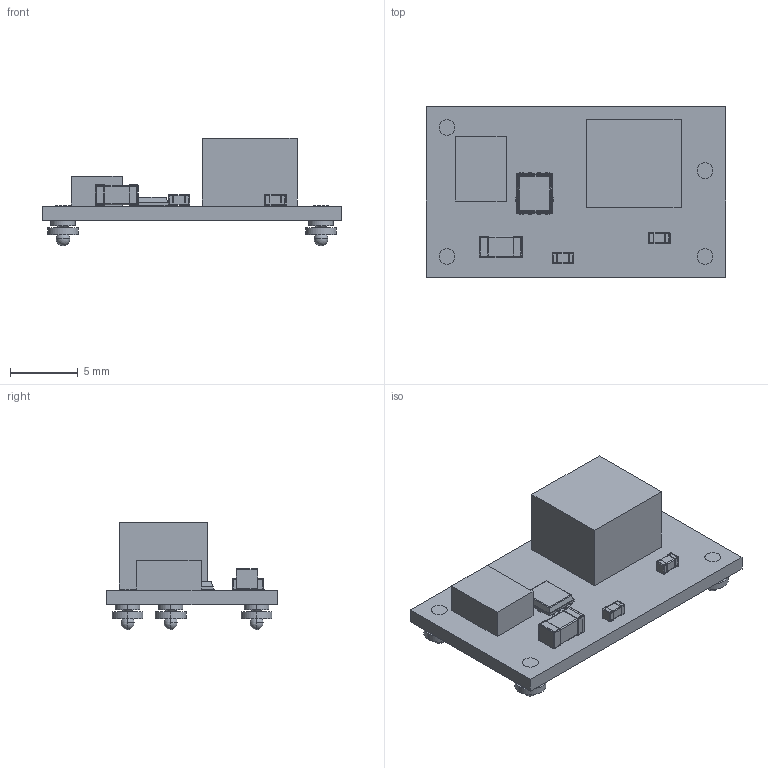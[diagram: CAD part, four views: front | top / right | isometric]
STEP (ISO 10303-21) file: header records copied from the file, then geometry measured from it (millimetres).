
FILE_DESCRIPTION((''),'2;1');
FILE_NAME('PTN4050CAS_Z_SMT_3D_MM_ASM','2014-05-23T',('a0412086'),(''),'PRO/ENGINEER BY PARAMETRIC TECHNOLOGY CORPORATION, 2011490','PRO/ENGINEER BY PARAMETRIC TECHNOLOGY CORPORATION, 2011490','');
FILE_SCHEMA(('AUTOMOTIVE_DESIGN_CC2 { 1 2 10303 214 -1 1 5 2 }'));
Length unit declared in the file: millimetre
Products named in the file (25): XFMR; SOLDER; ____BODY; _SIDE; 1206_C_ASM; __BODY; ____SIDE; 0603_C_SIZE_ASM; BASE; 446-742; 446-1420; 446-1570; 446-1720; 446-1870; METAL_ASM; PART1; PART2; _SOLDER; PART3; 20681; 20682; W-SMT_PIN_MM_ASM; 0803_C_ASM; PTN4050CAH_SMT_3D_MM_ASM; PTN4050CAS_Z_SMT_3D_MM_ASM
Assembly tree (36 placements, depth 4):
  PTN4050CAS_Z_SMT_3D_MM_ASM
    PTN4050CAH_SMT_3D_MM_ASM
      XFMR
      SOLDER  x4
      1206_C_ASM
        ____BODY
        _SIDE  x2
      0603_C_SIZE_ASM  x2
        __BODY
        ____SIDE
      BASE
      METAL_ASM
        446-742
        446-1420
        446-1570
        446-1720
        446-1870
      PART1
      PART2
      _SOLDER
      PART3  x4
      W-SMT_PIN_MM_ASM  x4
        20681
        20682
      0803_C_ASM
Bounding box: 22.1 x 12.57 x 7.92 mm (x, y, z)
Volume: 603.5 mm3; surface area: 1156.8 mm2
Topology: 35 solids, 35 shells, 393 faces, 1002 edges, 624 vertices
Faces by surface type: plane 163, cylinder 138, sphere 60, torus 32
Entity records: 7090 total; most frequent: DIRECTION 1150, CARTESIAN_POINT 1078, ORIENTED_EDGE 884, AXIS2_PLACEMENT_3D 442, EDGE_CURVE 442, VERTEX_POINT 295, PRESENTATION_STYLE_ASSIGNMENT 271, STYLED_ITEM 271
